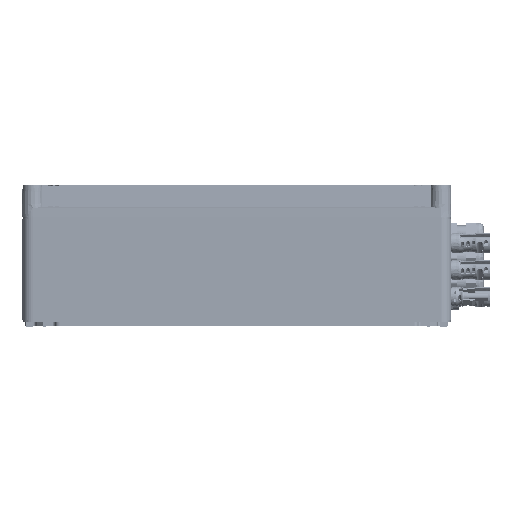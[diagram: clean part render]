
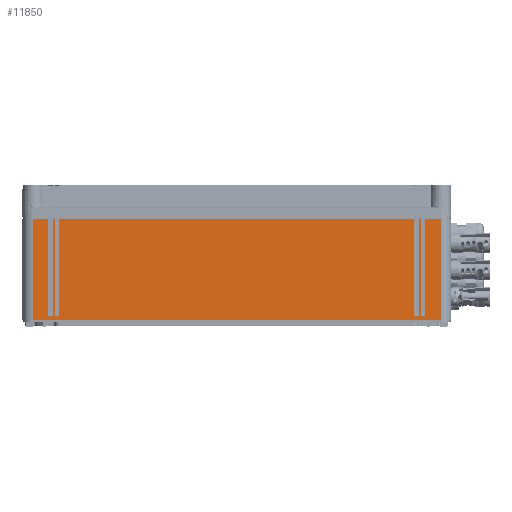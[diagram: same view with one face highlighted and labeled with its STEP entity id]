
A CAD part, left-side view. The second image highlights one B-rep face of the part: STEP entity #11850.
In plain terms, the highlighted planar face has unit normal (-1, 0, 0).
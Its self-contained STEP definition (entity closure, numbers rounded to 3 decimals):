
#11694=AXIS2_PLACEMENT_3D('Plane Axis2P3D',#11691,#11692,#11693) ;
#9747=CARTESIAN_POINT('Vertex',(0.,426.025,100.5)) ;
#9750=CARTESIAN_POINT('Line Origine',(0.,236.025,100.5)) ;
#9754=CARTESIAN_POINT('Vertex',(0.,46.025,100.5)) ;
#11671=CARTESIAN_POINT('Line Origine',(0.,426.025,106.)) ;
#11675=CARTESIAN_POINT('Vertex',(0.,426.025,6.)) ;
#11691=CARTESIAN_POINT('Axis2P3D Location',(0.,46.025,106.)) ;
#11696=CARTESIAN_POINT('Line Origine',(0.,236.025,6.)) ;
#11700=CARTESIAN_POINT('Vertex',(0.,46.025,6.)) ;
#11703=CARTESIAN_POINT('Line Origine',(0.,46.025,53.25)) ;
#11714=CARTESIAN_POINT('Line Origine',(0.,62.525,100.356)) ;
#11718=CARTESIAN_POINT('Vertex',(0.,60.525,100.356)) ;
#11720=CARTESIAN_POINT('Vertex',(0.,64.525,100.356)) ;
#11723=CARTESIAN_POINT('Line Origine',(0.,60.525,55.178)) ;
#11727=CARTESIAN_POINT('Vertex',(0.,60.525,10.)) ;
#11730=CARTESIAN_POINT('Line Origine',(0.,62.525,10.)) ;
#11734=CARTESIAN_POINT('Vertex',(0.,64.525,10.)) ;
#11737=CARTESIAN_POINT('Line Origine',(0.,64.525,55.178)) ;
#11748=CARTESIAN_POINT('Line Origine',(0.,66.525,55.178)) ;
#11752=CARTESIAN_POINT('Vertex',(0.,66.525,100.356)) ;
#11754=CARTESIAN_POINT('Vertex',(0.,66.525,10.)) ;
#11757=CARTESIAN_POINT('Line Origine',(0.,68.525,10.)) ;
#11761=CARTESIAN_POINT('Vertex',(0.,70.525,10.)) ;
#11764=CARTESIAN_POINT('Line Origine',(0.,70.525,55.178)) ;
#11768=CARTESIAN_POINT('Vertex',(0.,70.525,100.356)) ;
#11771=CARTESIAN_POINT('Line Origine',(0.,68.525,100.356)) ;
#11782=CARTESIAN_POINT('Line Origine',(0.,405.525,55.178)) ;
#11786=CARTESIAN_POINT('Vertex',(0.,405.525,10.)) ;
#11788=CARTESIAN_POINT('Vertex',(0.,405.525,100.356)) ;
#11791=CARTESIAN_POINT('Line Origine',(0.,403.525,100.356)) ;
#11795=CARTESIAN_POINT('Vertex',(0.,401.525,100.356)) ;
#11798=CARTESIAN_POINT('Line Origine',(0.,401.525,55.178)) ;
#11802=CARTESIAN_POINT('Vertex',(0.,401.525,10.)) ;
#11805=CARTESIAN_POINT('Line Origine',(0.,403.525,10.)) ;
#11816=CARTESIAN_POINT('Line Origine',(0.,411.525,55.178)) ;
#11820=CARTESIAN_POINT('Vertex',(0.,411.525,10.)) ;
#11822=CARTESIAN_POINT('Vertex',(0.,411.525,100.356)) ;
#11825=CARTESIAN_POINT('Line Origine',(0.,409.525,100.356)) ;
#11829=CARTESIAN_POINT('Vertex',(0.,407.525,100.356)) ;
#11832=CARTESIAN_POINT('Line Origine',(0.,407.525,55.178)) ;
#11836=CARTESIAN_POINT('Vertex',(0.,407.525,10.)) ;
#11839=CARTESIAN_POINT('Line Origine',(0.,409.525,10.)) ;
#9751=DIRECTION('Vector Direction',(0.,-1.,0.)) ;
#11672=DIRECTION('Vector Direction',(0.,0.,-1.)) ;
#11692=DIRECTION('Axis2P3D Direction',(-1.,0.,0.)) ;
#11693=DIRECTION('Axis2P3D XDirection',(0.,1.,0.)) ;
#11697=DIRECTION('Vector Direction',(0.,1.,0.)) ;
#11704=DIRECTION('Vector Direction',(0.,0.,-1.)) ;
#11715=DIRECTION('Vector Direction',(0.,-1.,0.)) ;
#11724=DIRECTION('Vector Direction',(0.,0.,-1.)) ;
#11731=DIRECTION('Vector Direction',(0.,1.,0.)) ;
#11738=DIRECTION('Vector Direction',(0.,0.,1.)) ;
#11749=DIRECTION('Vector Direction',(0.,0.,-1.)) ;
#11758=DIRECTION('Vector Direction',(0.,1.,0.)) ;
#11765=DIRECTION('Vector Direction',(0.,0.,1.)) ;
#11772=DIRECTION('Vector Direction',(0.,-1.,0.)) ;
#11783=DIRECTION('Vector Direction',(0.,0.,1.)) ;
#11792=DIRECTION('Vector Direction',(0.,-1.,0.)) ;
#11799=DIRECTION('Vector Direction',(0.,0.,-1.)) ;
#11806=DIRECTION('Vector Direction',(0.,1.,0.)) ;
#11817=DIRECTION('Vector Direction',(0.,0.,1.)) ;
#11826=DIRECTION('Vector Direction',(0.,-1.,0.)) ;
#11833=DIRECTION('Vector Direction',(0.,0.,-1.)) ;
#11840=DIRECTION('Vector Direction',(0.,1.,0.)) ;
#9752=VECTOR('Line Direction',#9751,1.) ;
#11673=VECTOR('Line Direction',#11672,1.) ;
#11698=VECTOR('Line Direction',#11697,1.) ;
#11705=VECTOR('Line Direction',#11704,1.) ;
#11716=VECTOR('Line Direction',#11715,1.) ;
#11725=VECTOR('Line Direction',#11724,1.) ;
#11732=VECTOR('Line Direction',#11731,1.) ;
#11739=VECTOR('Line Direction',#11738,1.) ;
#11750=VECTOR('Line Direction',#11749,1.) ;
#11759=VECTOR('Line Direction',#11758,1.) ;
#11766=VECTOR('Line Direction',#11765,1.) ;
#11773=VECTOR('Line Direction',#11772,1.) ;
#11784=VECTOR('Line Direction',#11783,1.) ;
#11793=VECTOR('Line Direction',#11792,1.) ;
#11800=VECTOR('Line Direction',#11799,1.) ;
#11807=VECTOR('Line Direction',#11806,1.) ;
#11818=VECTOR('Line Direction',#11817,1.) ;
#11827=VECTOR('Line Direction',#11826,1.) ;
#11834=VECTOR('Line Direction',#11833,1.) ;
#11841=VECTOR('Line Direction',#11840,1.) ;
#11709=ORIENTED_EDGE('',*,*,#9756,.F.) ;
#11710=ORIENTED_EDGE('',*,*,#11677,.T.) ;
#11711=ORIENTED_EDGE('',*,*,#11702,.F.) ;
#11712=ORIENTED_EDGE('',*,*,#11707,.F.) ;
#11743=ORIENTED_EDGE('',*,*,#11722,.F.) ;
#11744=ORIENTED_EDGE('',*,*,#11729,.T.) ;
#11745=ORIENTED_EDGE('',*,*,#11736,.T.) ;
#11746=ORIENTED_EDGE('',*,*,#11741,.T.) ;
#11777=ORIENTED_EDGE('',*,*,#11756,.T.) ;
#11778=ORIENTED_EDGE('',*,*,#11763,.T.) ;
#11779=ORIENTED_EDGE('',*,*,#11770,.T.) ;
#11780=ORIENTED_EDGE('',*,*,#11775,.F.) ;
#11811=ORIENTED_EDGE('',*,*,#11790,.T.) ;
#11812=ORIENTED_EDGE('',*,*,#11797,.F.) ;
#11813=ORIENTED_EDGE('',*,*,#11804,.T.) ;
#11814=ORIENTED_EDGE('',*,*,#11809,.T.) ;
#11845=ORIENTED_EDGE('',*,*,#11824,.T.) ;
#11846=ORIENTED_EDGE('',*,*,#11831,.F.) ;
#11847=ORIENTED_EDGE('',*,*,#11838,.T.) ;
#11848=ORIENTED_EDGE('',*,*,#11843,.T.) ;
#11747=FACE_BOUND('',#11742,.T.) ;
#11781=FACE_BOUND('',#11776,.T.) ;
#11815=FACE_BOUND('',#11810,.T.) ;
#11849=FACE_BOUND('',#11844,.T.) ;
#11850=ADVANCED_FACE('PVN',(#11713,#11747,#11781,#11815,#11849),#11695,.T.) ;
#9756=EDGE_CURVE('',#9748,#9755,#9753,.T.) ;
#11677=EDGE_CURVE('',#9748,#11676,#11674,.T.) ;
#11702=EDGE_CURVE('',#11701,#11676,#11699,.T.) ;
#11707=EDGE_CURVE('',#9755,#11701,#11706,.T.) ;
#11722=EDGE_CURVE('',#11719,#11721,#11717,.F.) ;
#11729=EDGE_CURVE('',#11719,#11728,#11726,.T.) ;
#11736=EDGE_CURVE('',#11728,#11735,#11733,.T.) ;
#11741=EDGE_CURVE('',#11735,#11721,#11740,.T.) ;
#11756=EDGE_CURVE('',#11753,#11755,#11751,.T.) ;
#11763=EDGE_CURVE('',#11755,#11762,#11760,.T.) ;
#11770=EDGE_CURVE('',#11762,#11769,#11767,.T.) ;
#11775=EDGE_CURVE('',#11753,#11769,#11774,.F.) ;
#11790=EDGE_CURVE('',#11787,#11789,#11785,.T.) ;
#11797=EDGE_CURVE('',#11796,#11789,#11794,.F.) ;
#11804=EDGE_CURVE('',#11796,#11803,#11801,.T.) ;
#11809=EDGE_CURVE('',#11803,#11787,#11808,.T.) ;
#11824=EDGE_CURVE('',#11821,#11823,#11819,.T.) ;
#11831=EDGE_CURVE('',#11830,#11823,#11828,.F.) ;
#11838=EDGE_CURVE('',#11830,#11837,#11835,.T.) ;
#11843=EDGE_CURVE('',#11837,#11821,#11842,.T.) ;
#11708=EDGE_LOOP('',(#11709,#11710,#11711,#11712)) ;
#11742=EDGE_LOOP('',(#11743,#11744,#11745,#11746)) ;
#11776=EDGE_LOOP('',(#11777,#11778,#11779,#11780)) ;
#11810=EDGE_LOOP('',(#11811,#11812,#11813,#11814)) ;
#11844=EDGE_LOOP('',(#11845,#11846,#11847,#11848)) ;
#11713=FACE_OUTER_BOUND('',#11708,.T.) ;
#9753=LINE('Line',#9750,#9752) ;
#11674=LINE('Line',#11671,#11673) ;
#11699=LINE('Line',#11696,#11698) ;
#11706=LINE('Line',#11703,#11705) ;
#11717=LINE('Line',#11714,#11716) ;
#11726=LINE('Line',#11723,#11725) ;
#11733=LINE('Line',#11730,#11732) ;
#11740=LINE('Line',#11737,#11739) ;
#11751=LINE('Line',#11748,#11750) ;
#11760=LINE('Line',#11757,#11759) ;
#11767=LINE('Line',#11764,#11766) ;
#11774=LINE('Line',#11771,#11773) ;
#11785=LINE('Line',#11782,#11784) ;
#11794=LINE('Line',#11791,#11793) ;
#11801=LINE('Line',#11798,#11800) ;
#11808=LINE('Line',#11805,#11807) ;
#11819=LINE('Line',#11816,#11818) ;
#11828=LINE('Line',#11825,#11827) ;
#11835=LINE('Line',#11832,#11834) ;
#11842=LINE('Line',#11839,#11841) ;
#11695=PLANE('',#11694) ;
#9748=VERTEX_POINT('',#9747) ;
#9755=VERTEX_POINT('',#9754) ;
#11676=VERTEX_POINT('',#11675) ;
#11701=VERTEX_POINT('',#11700) ;
#11719=VERTEX_POINT('',#11718) ;
#11721=VERTEX_POINT('',#11720) ;
#11728=VERTEX_POINT('',#11727) ;
#11735=VERTEX_POINT('',#11734) ;
#11753=VERTEX_POINT('',#11752) ;
#11755=VERTEX_POINT('',#11754) ;
#11762=VERTEX_POINT('',#11761) ;
#11769=VERTEX_POINT('',#11768) ;
#11787=VERTEX_POINT('',#11786) ;
#11789=VERTEX_POINT('',#11788) ;
#11796=VERTEX_POINT('',#11795) ;
#11803=VERTEX_POINT('',#11802) ;
#11821=VERTEX_POINT('',#11820) ;
#11823=VERTEX_POINT('',#11822) ;
#11830=VERTEX_POINT('',#11829) ;
#11837=VERTEX_POINT('',#11836) ;
